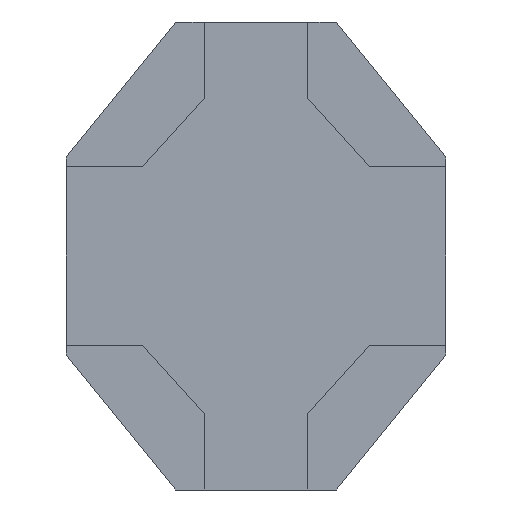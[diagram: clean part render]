
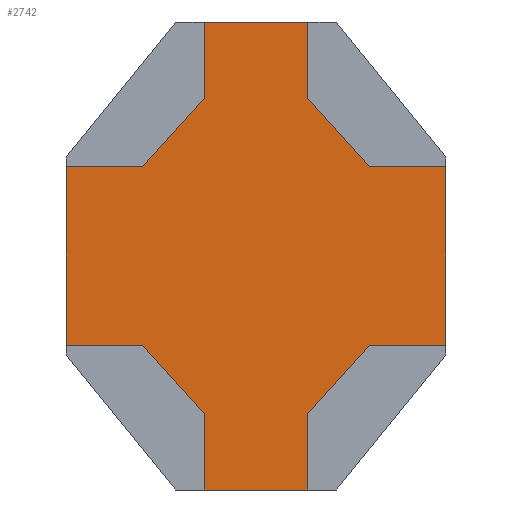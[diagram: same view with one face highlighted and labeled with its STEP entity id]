
A CAD part, front view. The second image highlights one B-rep face of the part: STEP entity #2742.
In plain terms, the highlighted planar face has unit normal (0, -1, 0).
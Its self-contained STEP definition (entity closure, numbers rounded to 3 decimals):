
#14 = ORIENTED_EDGE ( 'NONE', *, *, #945, .F. ) ;
#18 = LINE ( 'NONE', #5070, #381 ) ;
#174 = EDGE_CURVE ( 'NONE', #187, #4002, #3176, .T. ) ;
#180 = CARTESIAN_POINT ( 'NONE',  ( -1.94, 0.38, 1.525 ) ) ;
#187 = VERTEX_POINT ( 'NONE', #1050 ) ;
#255 = EDGE_CURVE ( 'NONE', #4079, #4701, #2794, .T. ) ;
#283 = VERTEX_POINT ( 'NONE', #822 ) ;
#322 = CARTESIAN_POINT ( 'NONE',  ( -0.885, 0.38, -2.7 ) ) ;
#333 = CARTESIAN_POINT ( 'NONE',  ( 0.885, 0.38, -4. ) ) ;
#381 = VECTOR ( 'NONE', #453, 1000. ) ;
#453 = DIRECTION ( 'NONE',  ( 0., 0., 1. ) ) ;
#464 = CARTESIAN_POINT ( 'NONE',  ( 0.885, 0.38, 2.7 ) ) ;
#588 = VERTEX_POINT ( 'NONE', #3082 ) ;
#611 = CARTESIAN_POINT ( 'NONE',  ( 0.885, 0.38, -2.7 ) ) ;
#658 = ORIENTED_EDGE ( 'NONE', *, *, #174, .T. ) ;
#662 = VERTEX_POINT ( 'NONE', #5068 ) ;
#698 = ORIENTED_EDGE ( 'NONE', *, *, #3002, .T. ) ;
#699 = CARTESIAN_POINT ( 'NONE',  ( 0.885, 0.38, 1.525 ) ) ;
#714 = LINE ( 'NONE', #1212, #3519 ) ;
#759 = DIRECTION ( 'NONE',  ( 0., 0., -1. ) ) ;
#809 = VERTEX_POINT ( 'NONE', #1361 ) ;
#822 = CARTESIAN_POINT ( 'NONE',  ( 0.885, 0.38, 4. ) ) ;
#894 = CARTESIAN_POINT ( 'NONE',  ( 3.24, 0.38, -1.525 ) ) ;
#945 = EDGE_CURVE ( 'NONE', #1925, #3285, #2790, .T. ) ;
#957 = DIRECTION ( 'NONE',  ( 0.668, 0., -0.744 ) ) ;
#974 = EDGE_CURVE ( 'NONE', #4796, #4432, #1738, .T. ) ;
#1028 = VECTOR ( 'NONE', #1504, 1000. ) ;
#1050 = CARTESIAN_POINT ( 'NONE',  ( -0.885, 0.38, -4. ) ) ;
#1067 = DIRECTION ( 'NONE',  ( 1., 0., 0. ) ) ;
#1092 = ORIENTED_EDGE ( 'NONE', *, *, #3666, .F. ) ;
#1176 = ORIENTED_EDGE ( 'NONE', *, *, #4110, .F. ) ;
#1203 = VECTOR ( 'NONE', #4576, 1000. ) ;
#1212 = CARTESIAN_POINT ( 'NONE',  ( -0.885, 0.38, -4. ) ) ;
#1214 = EDGE_CURVE ( 'NONE', #283, #662, #2401, .T. ) ;
#1221 = VECTOR ( 'NONE', #2262, 1000. ) ;
#1331 = EDGE_CURVE ( 'NONE', #5049, #3285, #18, .T. ) ;
#1353 = CARTESIAN_POINT ( 'NONE',  ( 1.94, 0.38, 1.525 ) ) ;
#1361 = CARTESIAN_POINT ( 'NONE',  ( -0.885, 0.38, 2.7 ) ) ;
#1391 = CARTESIAN_POINT ( 'NONE',  ( -3.24, 0.38, 1.525 ) ) ;
#1442 = LINE ( 'NONE', #2463, #5041 ) ;
#1503 = CARTESIAN_POINT ( 'NONE',  ( -3.24, 0.38, 4. ) ) ;
#1504 = DIRECTION ( 'NONE',  ( -0.668, 0., 0.744 ) ) ;
#1515 = CARTESIAN_POINT ( 'NONE',  ( -1.94, 0.38, -1.525 ) ) ;
#1613 = FACE_OUTER_BOUND ( 'NONE', #4840, .T. ) ;
#1738 = LINE ( 'NONE', #3400, #2979 ) ;
#1753 = DIRECTION ( 'NONE',  ( 0., 0., -1. ) ) ;
#1771 = DIRECTION ( 'NONE',  ( -1., 0., 0. ) ) ;
#1867 = VECTOR ( 'NONE', #1067, 1000. ) ;
#1880 = PLANE ( 'NONE',  #4228 ) ;
#1892 = DIRECTION ( 'NONE',  ( 0., 1., 0. ) ) ;
#1925 = VERTEX_POINT ( 'NONE', #1353 ) ;
#1928 = DIRECTION ( 'NONE',  ( -1., 0., 0. ) ) ;
#2035 = CARTESIAN_POINT ( 'NONE',  ( 3.24, 0.38, 1.525 ) ) ;
#2042 = DIRECTION ( 'NONE',  ( 0.668, 0., 0.744 ) ) ;
#2117 = ORIENTED_EDGE ( 'NONE', *, *, #974, .F. ) ;
#2149 = CARTESIAN_POINT ( 'NONE',  ( -3.24, 0.38, -4. ) ) ;
#2180 = LINE ( 'NONE', #699, #2943 ) ;
#2187 = EDGE_CURVE ( 'NONE', #588, #3028, #3920, .T. ) ;
#2229 = CARTESIAN_POINT ( 'NONE',  ( 0.885, 0.38, 1.525 ) ) ;
#2262 = DIRECTION ( 'NONE',  ( 0., 0., -1. ) ) ;
#2332 = CARTESIAN_POINT ( 'NONE',  ( -0.885, 0.38, -2.7 ) ) ;
#2378 = VECTOR ( 'NONE', #1753, 1000. ) ;
#2401 = LINE ( 'NONE', #1503, #2536 ) ;
#2421 = DIRECTION ( 'NONE',  ( 0., 0., 1. ) ) ;
#2438 = CARTESIAN_POINT ( 'NONE',  ( -0.885, 0.38, 1.525 ) ) ;
#2463 = CARTESIAN_POINT ( 'NONE',  ( 0.885, 0.38, 2.7 ) ) ;
#2500 = CARTESIAN_POINT ( 'NONE',  ( -1.94, 0.38, 1.525 ) ) ;
#2504 = VECTOR ( 'NONE', #3545, 1000. ) ;
#2536 = VECTOR ( 'NONE', #1928, 1000. ) ;
#2557 = LINE ( 'NONE', #2438, #4507 ) ;
#2668 = LINE ( 'NONE', #2500, #4245 ) ;
#2742 = ADVANCED_FACE ( 'NONE', ( #1613 ), #1880, .F. ) ;
#2784 = ORIENTED_EDGE ( 'NONE', *, *, #4666, .F. ) ;
#2790 = LINE ( 'NONE', #1391, #3105 ) ;
#2794 = LINE ( 'NONE', #4911, #1867 ) ;
#2805 = ORIENTED_EDGE ( 'NONE', *, *, #1331, .T. ) ;
#2845 = CARTESIAN_POINT ( 'NONE',  ( -3.24, 0.38, 1.525 ) ) ;
#2896 = EDGE_CURVE ( 'NONE', #4701, #809, #2668, .T. ) ;
#2943 = VECTOR ( 'NONE', #3440, 1000. ) ;
#2979 = VECTOR ( 'NONE', #1771, 1000. ) ;
#2998 = DIRECTION ( 'NONE',  ( 1., 0., 0. ) ) ;
#3002 = EDGE_CURVE ( 'NONE', #4079, #4432, #5007, .T. ) ;
#3028 = VERTEX_POINT ( 'NONE', #611 ) ;
#3081 = DIRECTION ( 'NONE',  ( 0., 0., 1. ) ) ;
#3082 = CARTESIAN_POINT ( 'NONE',  ( 1.94, 0.38, -1.525 ) ) ;
#3105 = VECTOR ( 'NONE', #2998, 1000. ) ;
#3176 = LINE ( 'NONE', #2149, #1203 ) ;
#3270 = ORIENTED_EDGE ( 'NONE', *, *, #4946, .T. ) ;
#3279 = ORIENTED_EDGE ( 'NONE', *, *, #3433, .F. ) ;
#3285 = VERTEX_POINT ( 'NONE', #2035 ) ;
#3338 = VERTEX_POINT ( 'NONE', #464 ) ;
#3400 = CARTESIAN_POINT ( 'NONE',  ( -3.24, 0.38, -1.525 ) ) ;
#3433 = EDGE_CURVE ( 'NONE', #283, #3338, #3790, .T. ) ;
#3434 = CARTESIAN_POINT ( 'NONE',  ( 1.94, 0.38, -1.525 ) ) ;
#3440 = DIRECTION ( 'NONE',  ( 0., 0., -1. ) ) ;
#3515 = ORIENTED_EDGE ( 'NONE', *, *, #1214, .T. ) ;
#3519 = VECTOR ( 'NONE', #759, 1000. ) ;
#3545 = DIRECTION ( 'NONE',  ( -1., 0., 0. ) ) ;
#3562 = VECTOR ( 'NONE', #4647, 1000. ) ;
#3662 = LINE ( 'NONE', #4671, #2504 ) ;
#3666 = EDGE_CURVE ( 'NONE', #4915, #4796, #4702, .T. ) ;
#3691 = ORIENTED_EDGE ( 'NONE', *, *, #2187, .F. ) ;
#3692 = ORIENTED_EDGE ( 'NONE', *, *, #3695, .F. ) ;
#3695 = EDGE_CURVE ( 'NONE', #5049, #588, #3662, .T. ) ;
#3738 = CARTESIAN_POINT ( 'NONE',  ( -3.24, 0.38, -4. ) ) ;
#3748 = ORIENTED_EDGE ( 'NONE', *, *, #2896, .F. ) ;
#3790 = LINE ( 'NONE', #2229, #1221 ) ;
#3920 = LINE ( 'NONE', #3434, #3562 ) ;
#3949 = EDGE_CURVE ( 'NONE', #3028, #4002, #2180, .T. ) ;
#4002 = VERTEX_POINT ( 'NONE', #333 ) ;
#4079 = VERTEX_POINT ( 'NONE', #2845 ) ;
#4110 = EDGE_CURVE ( 'NONE', #187, #4915, #2557, .T. ) ;
#4228 = AXIS2_PLACEMENT_3D ( 'NONE', #4622, #1892, #3081 ) ;
#4244 = ORIENTED_EDGE ( 'NONE', *, *, #3949, .F. ) ;
#4245 = VECTOR ( 'NONE', #2042, 1000. ) ;
#4401 = CARTESIAN_POINT ( 'NONE',  ( -3.24, 0.38, -1.525 ) ) ;
#4432 = VERTEX_POINT ( 'NONE', #4401 ) ;
#4507 = VECTOR ( 'NONE', #2421, 1000. ) ;
#4576 = DIRECTION ( 'NONE',  ( 1., 0., 0. ) ) ;
#4581 = ORIENTED_EDGE ( 'NONE', *, *, #255, .F. ) ;
#4622 = CARTESIAN_POINT ( 'NONE',  ( -3.24, 0.38, 1.525 ) ) ;
#4647 = DIRECTION ( 'NONE',  ( -0.668, 0., -0.744 ) ) ;
#4666 = EDGE_CURVE ( 'NONE', #3338, #1925, #1442, .T. ) ;
#4671 = CARTESIAN_POINT ( 'NONE',  ( -3.24, 0.38, -1.525 ) ) ;
#4701 = VERTEX_POINT ( 'NONE', #180 ) ;
#4702 = LINE ( 'NONE', #322, #1028 ) ;
#4796 = VERTEX_POINT ( 'NONE', #1515 ) ;
#4840 = EDGE_LOOP ( 'NONE', ( #2784, #3279, #3515, #3270, #3748, #4581, #698, #2117, #1092, #1176, #658, #4244, #3691, #3692, #2805, #14 ) ) ;
#4911 = CARTESIAN_POINT ( 'NONE',  ( -3.24, 0.38, 1.525 ) ) ;
#4915 = VERTEX_POINT ( 'NONE', #2332 ) ;
#4946 = EDGE_CURVE ( 'NONE', #662, #809, #714, .T. ) ;
#5007 = LINE ( 'NONE', #3738, #2378 ) ;
#5041 = VECTOR ( 'NONE', #957, 1000. ) ;
#5049 = VERTEX_POINT ( 'NONE', #894 ) ;
#5068 = CARTESIAN_POINT ( 'NONE',  ( -0.885, 0.38, 4. ) ) ;
#5070 = CARTESIAN_POINT ( 'NONE',  ( 3.24, 0.38, -4. ) ) ;
